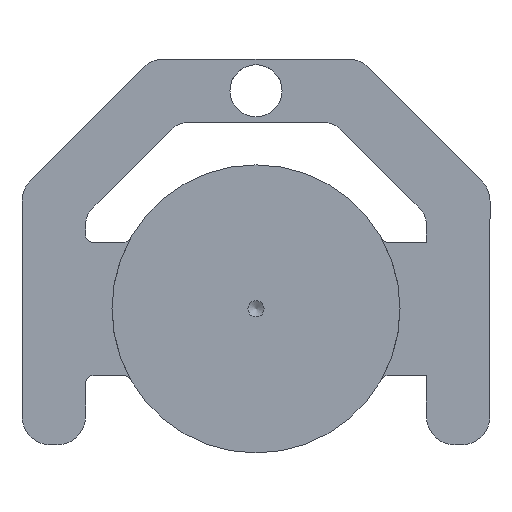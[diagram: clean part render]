
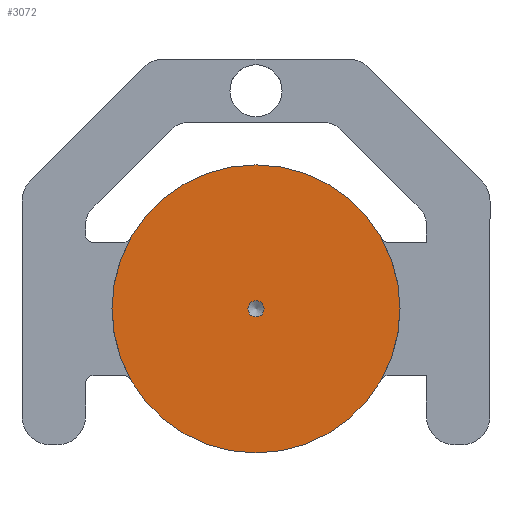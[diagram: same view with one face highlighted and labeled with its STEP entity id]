
A CAD part, front view. The second image highlights one B-rep face of the part: STEP entity #3072.
In plain terms, the highlighted planar face has unit normal (0, -1, 0).
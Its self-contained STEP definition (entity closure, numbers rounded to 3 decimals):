
#216=FACE_BOUND('',#661,.T.);
#241=PLANE('',#3361);
#456=FACE_OUTER_BOUND('',#660,.T.);
#660=EDGE_LOOP('',(#2518));
#661=EDGE_LOOP('',(#2519));
#1015=CIRCLE('',#3162,2.55);
#1138=CIRCLE('',#3362,45.575);
#1224=VERTEX_POINT('',#4406);
#1378=VERTEX_POINT('',#6279);
#1505=EDGE_CURVE('',#1224,#1224,#1015,.T.);
#1773=EDGE_CURVE('',#1378,#1378,#1138,.T.);
#2518=ORIENTED_EDGE('',*,*,#1773,.F.);
#2519=ORIENTED_EDGE('',*,*,#1505,.T.);
#3072=ADVANCED_FACE('',(#456,#216),#241,.F.);
#3162=AXIS2_PLACEMENT_3D('',#4407,#3536,#3537);
#3361=AXIS2_PLACEMENT_3D('',#6278,#3979,#3980);
#3362=AXIS2_PLACEMENT_3D('',#6280,#3981,#3982);
#3536=DIRECTION('center_axis',(0.,1.,0.));
#3537=DIRECTION('ref_axis',(0.,0.,-1.));
#3979=DIRECTION('center_axis',(0.,1.,0.));
#3980=DIRECTION('ref_axis',(1.,0.,0.));
#3981=DIRECTION('center_axis',(0.,1.,0.));
#3982=DIRECTION('ref_axis',(0.,0.,-1.));
#4406=CARTESIAN_POINT('',(0.,0.,2.55));
#4407=CARTESIAN_POINT('Origin',(0.,0.,0.));
#6278=CARTESIAN_POINT('Origin',(-36.5,0.,18.));
#6279=CARTESIAN_POINT('',(0.,0.,45.575));
#6280=CARTESIAN_POINT('Origin',(0.,0.,0.));
